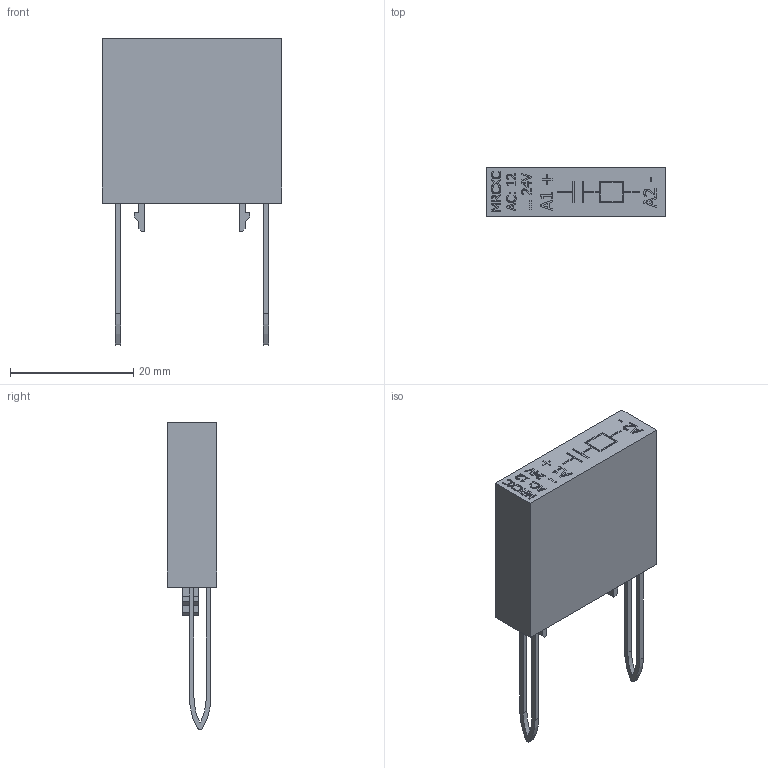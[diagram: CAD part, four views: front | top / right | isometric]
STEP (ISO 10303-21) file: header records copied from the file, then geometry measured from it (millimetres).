
FILE_DESCRIPTION((''),'2;1');
FILE_NAME('12C70085G01 - 300-MRCXC.stp','2015-05-26T09:46:38',('rshanor'),(''),'Autodesk Inventor 2013','Autodesk Inventor 2013','');
FILE_SCHEMA(('AUTOMOTIVE_DESIGN { 1 2 10303 214 0 1 1 1 }'));
Length unit declared in the file: inch
Products named in the file (1): 12C70085G01
Bounding box: 29.05 x 8.03 x 49.77 mm (x, y, z)
Volume: 3552.3 mm3; surface area: 7212.1 mm2
Topology: 1 solids, 1 shells, 1077 faces, 2995 edges, 1975 vertices
Faces by surface type: plane 755, bspline 257, cylinder 61, torus 4
Full cylindrical faces by diameter (mm): 0.6 x6, 1.4 x1, 2.35 x1, 5.5 x1, 6.75 x1
Entity records: 37247 total; most frequent: CARTESIAN_POINT 10239, ORIENTED_EDGE 5962, DIRECTION 4233, EDGE_CURVE 2981, VECTOR 2345, LINE 2345, VERTEX_POINT 1975, EDGE_LOOP 1202
